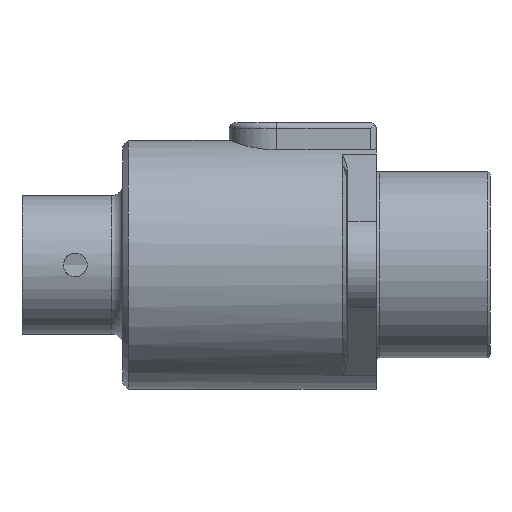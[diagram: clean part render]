
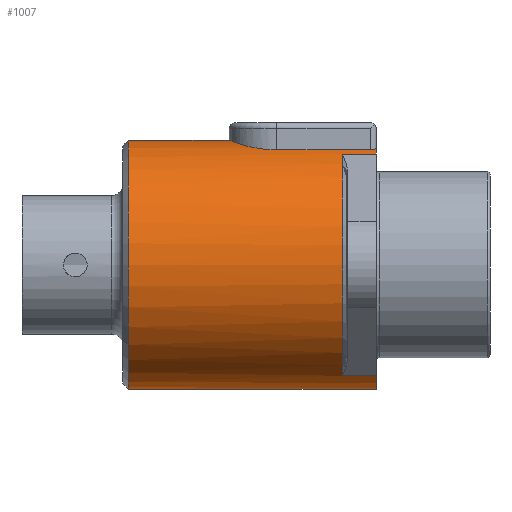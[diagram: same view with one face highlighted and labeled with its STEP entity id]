
A CAD part, front view. The second image highlights one B-rep face of the part: STEP entity #1007.
In plain terms, the highlighted cylindrical face has radius 16.669 mm (diameter 33.337 mm), a full revolution.
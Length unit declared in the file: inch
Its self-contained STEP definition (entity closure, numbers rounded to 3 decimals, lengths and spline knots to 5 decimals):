
#124=CARTESIAN_POINT('',(2.51908,8.67586,-0.58492));
#125=VERTEX_POINT('',#124);
#150=CARTESIAN_POINT('',(2.51908,8.67586,0.58492));
#151=VERTEX_POINT('',#150);
#180=CARTESIAN_POINT('',(2.51908,8.97339,0.0));
#181=DIRECTION('',(1.0,0.0,0.0));
#182=DIRECTION('',(0.0,-1.0,0.0));
#183=AXIS2_PLACEMENT_3D('',#180,#181,#182);
#184=CIRCLE('',#183,0.65625);
#185=EDGE_CURVE('',#151,#125,#184,.T.);
#238=CARTESIAN_POINT('',(2.51908,9.27093,0.58492));
#239=VERTEX_POINT('',#238);
#261=CARTESIAN_POINT('',(2.51908,9.27093,-0.58492));
#262=VERTEX_POINT('',#261);
#291=CARTESIAN_POINT('',(2.51908,8.97339,0.0));
#292=DIRECTION('',(1.0,0.0,0.0));
#293=DIRECTION('',(0.0,1.0,0.0));
#294=AXIS2_PLACEMENT_3D('',#291,#292,#293);
#295=CIRCLE('',#294,0.65625);
#296=EDGE_CURVE('',#262,#239,#295,.T.);
#391=CARTESIAN_POINT('',(2.69908,8.67586,0.58492));
#392=VERTEX_POINT('',#391);
#399=CARTESIAN_POINT('',(2.69908,8.67586,0.58492));
#400=DIRECTION('',(-1.0,0.0,0.0));
#401=VECTOR('',#400,0.18);
#402=LINE('',#399,#401);
#403=EDGE_CURVE('',#392,#151,#402,.T.);
#421=CARTESIAN_POINT('',(2.69908,9.27093,0.58492));
#422=VERTEX_POINT('',#421);
#439=CARTESIAN_POINT('',(2.69908,9.27093,0.58492));
#440=DIRECTION('',(-1.0,0.0,0.0));
#441=VECTOR('',#440,0.18);
#442=LINE('',#439,#441);
#443=EDGE_CURVE('',#422,#239,#442,.T.);
#478=CARTESIAN_POINT('',(2.69908,9.27093,-0.58492));
#479=VERTEX_POINT('',#478);
#486=CARTESIAN_POINT('',(2.69908,9.27093,-0.58492));
#487=DIRECTION('',(-1.0,0.0,0.0));
#488=VECTOR('',#487,0.18);
#489=LINE('',#486,#488);
#490=EDGE_CURVE('',#479,#262,#489,.T.);
#503=CARTESIAN_POINT('',(2.69908,8.67586,-0.58492));
#504=VERTEX_POINT('',#503);
#521=CARTESIAN_POINT('',(2.69908,8.67586,-0.58492));
#522=DIRECTION('',(-1.0,0.0,0.0));
#523=VECTOR('',#522,0.18);
#524=LINE('',#521,#523);
#525=EDGE_CURVE('',#504,#125,#524,.T.);
#555=CARTESIAN_POINT('',(2.69908,9.19339,0.61828));
#556=VERTEX_POINT('',#555);
#571=CARTESIAN_POINT('',(2.69908,8.75339,0.61828));
#572=VERTEX_POINT('',#571);
#579=CARTESIAN_POINT('',(2.69908,8.97339,0.0));
#580=DIRECTION('',(-1.0,0.0,0.0));
#581=DIRECTION('',(0.0,-1.0,0.0));
#582=AXIS2_PLACEMENT_3D('',#579,#580,#581);
#583=CIRCLE('',#582,0.65625);
#584=EDGE_CURVE('',#392,#572,#583,.T.);
#589=CARTESIAN_POINT('',(2.69908,8.97339,0.0));
#590=DIRECTION('',(-1.0,0.0,0.0));
#591=DIRECTION('',(0.0,-1.0,0.0));
#592=AXIS2_PLACEMENT_3D('',#589,#590,#591);
#593=CIRCLE('',#592,0.65625);
#594=EDGE_CURVE('',#479,#504,#593,.T.);
#599=CARTESIAN_POINT('',(2.69908,8.97339,0.0));
#600=DIRECTION('',(-1.0,0.0,0.0));
#601=DIRECTION('',(0.0,-1.0,0.0));
#602=AXIS2_PLACEMENT_3D('',#599,#600,#601);
#603=CIRCLE('',#602,0.65625);
#604=EDGE_CURVE('',#556,#422,#603,.T.);
#814=CARTESIAN_POINT('',(2.66908,9.22339,0.60677));
#815=VERTEX_POINT('',#814);
#816=CARTESIAN_POINT('',(2.69908,9.19339,0.61828));
#817=CARTESIAN_POINT('',(2.69908,9.1972,0.61692));
#818=CARTESIAN_POINT('',(2.69831,9.20126,0.61543));
#819=CARTESIAN_POINT('',(2.69517,9.20874,0.61261));
#820=CARTESIAN_POINT('',(2.6928,9.21217,0.61127));
#821=CARTESIAN_POINT('',(2.68741,9.21742,0.6092));
#822=CARTESIAN_POINT('',(2.68411,9.21965,0.60829));
#823=CARTESIAN_POINT('',(2.67683,9.22264,0.60708));
#824=CARTESIAN_POINT('',(2.67284,9.22339,0.60677));
#825=CARTESIAN_POINT('',(2.66908,9.22339,0.60677));
#826=B_SPLINE_CURVE_WITH_KNOTS('',3,(#816,#817,#818,#819,#820,#821,#822,#823,#824,#825),.UNSPECIFIED.,.F.,.U.,(4,2,2,2,4),(-0.04679,-0.03468,-0.02256,-0.01128,0.0),.UNSPECIFIED.);
#827=EDGE_CURVE('',#556,#815,#826,.T.);
#844=CARTESIAN_POINT('',(2.17408,8.72339,0.60677));
#845=VERTEX_POINT('',#844);
#852=CARTESIAN_POINT('',(2.66908,8.72339,0.60677));
#853=VERTEX_POINT('',#852);
#854=CARTESIAN_POINT('',(2.17408,8.72339,0.60677));
#855=DIRECTION('',(1.0,0.0,0.0));
#856=VECTOR('',#855,0.495);
#857=LINE('',#854,#856);
#858=EDGE_CURVE('',#845,#853,#857,.T.);
#875=CARTESIAN_POINT('',(2.17408,9.22339,0.60677));
#876=VERTEX_POINT('',#875);
#883=CARTESIAN_POINT('',(2.17408,9.22339,0.60677));
#884=CARTESIAN_POINT('',(2.14233,9.22339,0.60677));
#885=CARTESIAN_POINT('',(2.10871,9.21698,0.60952));
#886=CARTESIAN_POINT('',(2.04722,9.19138,0.61914));
#887=CARTESIAN_POINT('',(2.01933,9.1722,0.62583));
#888=CARTESIAN_POINT('',(1.97529,9.12816,0.63815));
#889=CARTESIAN_POINT('',(1.9561,9.10026,0.64462));
#890=CARTESIAN_POINT('',(1.93049,9.03875,0.65373));
#891=CARTESIAN_POINT('',(1.92408,9.00512,0.65625));
#892=CARTESIAN_POINT('',(1.92408,8.94167,0.65625));
#893=CARTESIAN_POINT('',(1.93049,8.90803,0.65373));
#894=CARTESIAN_POINT('',(1.9561,8.84653,0.64462));
#895=CARTESIAN_POINT('',(1.97529,8.81863,0.63815));
#896=CARTESIAN_POINT('',(2.01933,8.77459,0.62583));
#897=CARTESIAN_POINT('',(2.04722,8.75541,0.61914));
#898=CARTESIAN_POINT('',(2.10871,8.72981,0.60952));
#899=CARTESIAN_POINT('',(2.14233,8.72339,0.60677));
#900=CARTESIAN_POINT('',(2.17408,8.72339,0.60677));
#901=B_SPLINE_CURVE_WITH_KNOTS('',3,(#883,#884,#885,#886,#887,#888,#889,#890,#891,#892,#893,#894,#895,#896,#897,#898,#899,#900),.UNSPECIFIED.,.F.,.U.,(4,2,2,2,2,2,2,2,4),(0.0,0.09526,0.19053,0.28571,0.3809,0.47608,0.57126,0.66653,0.76179),.UNSPECIFIED.);
#902=EDGE_CURVE('',#876,#845,#901,.T.);
#958=CARTESIAN_POINT('',(2.04533,8.97339,0.0));
#959=DIRECTION('',(-1.0,0.0,0.0));
#960=DIRECTION('',(0.0,-1.0,0.0));
#961=AXIS2_PLACEMENT_3D('',#958,#959,#960);
#962=CYLINDRICAL_SURFACE('',#961,0.65625);
#963=ORIENTED_EDGE('',*,*,#403,.F.);
#964=ORIENTED_EDGE('',*,*,#584,.T.);
#965=CARTESIAN_POINT('',(2.66908,8.72339,0.60677));
#966=CARTESIAN_POINT('',(2.67284,8.72339,0.60677));
#967=CARTESIAN_POINT('',(2.67683,8.72414,0.60708));
#968=CARTESIAN_POINT('',(2.68411,8.72713,0.60829));
#969=CARTESIAN_POINT('',(2.68741,8.72937,0.6092));
#970=CARTESIAN_POINT('',(2.6928,8.73461,0.61127));
#971=CARTESIAN_POINT('',(2.69517,8.73804,0.61261));
#972=CARTESIAN_POINT('',(2.69831,8.74553,0.61543));
#973=CARTESIAN_POINT('',(2.69908,8.74959,0.61692));
#974=CARTESIAN_POINT('',(2.69908,8.75339,0.61828));
#975=B_SPLINE_CURVE_WITH_KNOTS('',3,(#965,#966,#967,#968,#969,#970,#971,#972,#973,#974),.UNSPECIFIED.,.F.,.U.,(4,2,2,2,4),(0.09323,0.10451,0.11578,0.1279,0.14002),.UNSPECIFIED.);
#976=EDGE_CURVE('',#853,#572,#975,.T.);
#977=ORIENTED_EDGE('',*,*,#976,.F.);
#978=ORIENTED_EDGE('',*,*,#858,.F.);
#979=ORIENTED_EDGE('',*,*,#902,.F.);
#980=CARTESIAN_POINT('',(2.66908,9.22339,0.60677));
#981=DIRECTION('',(-1.0,0.0,0.0));
#982=VECTOR('',#981,0.495);
#983=LINE('',#980,#982);
#984=EDGE_CURVE('',#815,#876,#983,.T.);
#985=ORIENTED_EDGE('',*,*,#984,.F.);
#986=ORIENTED_EDGE('',*,*,#827,.F.);
#987=ORIENTED_EDGE('',*,*,#604,.T.);
#988=ORIENTED_EDGE('',*,*,#443,.T.);
#989=ORIENTED_EDGE('',*,*,#296,.F.);
#990=ORIENTED_EDGE('',*,*,#490,.F.);
#991=ORIENTED_EDGE('',*,*,#594,.T.);
#992=ORIENTED_EDGE('',*,*,#525,.T.);
#993=ORIENTED_EDGE('',*,*,#185,.F.);
#994=EDGE_LOOP('',(#963,#964,#977,#978,#979,#985,#986,#987,#988,#989,#990,#991,#992,#993));
#995=FACE_OUTER_BOUND('',#994,.T.);
#996=CARTESIAN_POINT('',(1.39158,8.31714,0.0));
#997=VERTEX_POINT('',#996);
#998=CARTESIAN_POINT('',(1.39158,8.97339,0.0));
#999=DIRECTION('',(-1.0,0.0,0.0));
#1000=DIRECTION('',(0.0,-1.0,0.0));
#1001=AXIS2_PLACEMENT_3D('',#998,#999,#1000);
#1002=CIRCLE('',#1001,0.65625);
#1003=EDGE_CURVE('',#997,#997,#1002,.T.);
#1004=ORIENTED_EDGE('',*,*,#1003,.F.);
#1005=EDGE_LOOP('',(#1004));
#1006=FACE_BOUND('',#1005,.T.);
#1007=ADVANCED_FACE('',(#995,#1006),#962,.T.);
